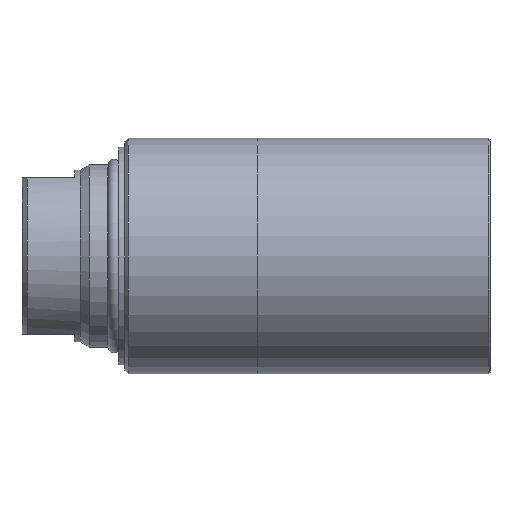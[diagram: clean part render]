
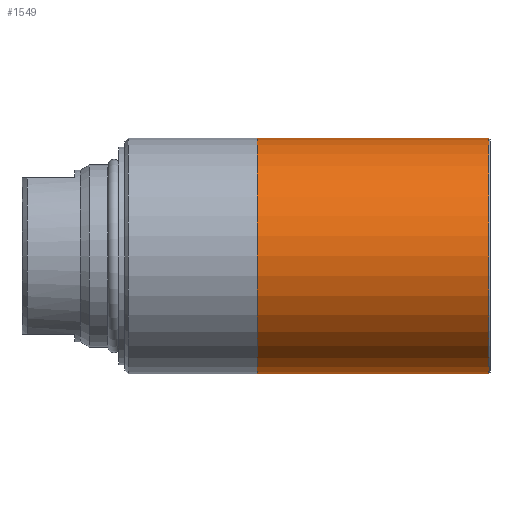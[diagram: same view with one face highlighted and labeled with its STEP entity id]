
A CAD part, front view. The second image highlights one B-rep face of the part: STEP entity #1549.
In plain terms, the highlighted cylindrical face has radius 22.631 mm (diameter 45.263 mm), a full revolution.
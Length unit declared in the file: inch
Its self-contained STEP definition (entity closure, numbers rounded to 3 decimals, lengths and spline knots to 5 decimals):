
#326=FACE_BOUND('',#538,.T.);
#421=FACE_OUTER_BOUND('',#537,.T.);
#537=EDGE_LOOP('',(#1399));
#538=EDGE_LOOP('',(#1400));
#568=CIRCLE('',#1570,0.891);
#646=CIRCLE('',#1728,0.891);
#661=VERTEX_POINT('',#2232);
#799=VERTEX_POINT('',#2704);
#814=EDGE_CURVE('',#661,#661,#568,.T.);
#1012=EDGE_CURVE('',#799,#799,#646,.T.);
#1399=ORIENTED_EDGE('',*,*,#814,.T.);
#1400=ORIENTED_EDGE('',*,*,#1012,.F.);
#1465=CYLINDRICAL_SURFACE('',#1727,0.891);
#1549=ADVANCED_FACE('',(#421,#326),#1465,.T.);
#1570=AXIS2_PLACEMENT_3D('',#2233,#1765,#1766);
#1727=AXIS2_PLACEMENT_3D('',#2703,#2171,#2172);
#1728=AXIS2_PLACEMENT_3D('',#2705,#2173,#2174);
#1765=DIRECTION('center_axis',(1.,0.,0.));
#1766=DIRECTION('ref_axis',(0.,1.,0.));
#2171=DIRECTION('center_axis',(1.,0.,0.));
#2172=DIRECTION('ref_axis',(0.,1.,0.));
#2173=DIRECTION('center_axis',(1.,0.,0.));
#2174=DIRECTION('ref_axis',(0.,1.,0.));
#2232=CARTESIAN_POINT('',(1.778,-0.891,0.));
#2233=CARTESIAN_POINT('Origin',(1.778,0.,0.));
#2703=CARTESIAN_POINT('Origin',(2.1655,0.,0.));
#2704=CARTESIAN_POINT('',(3.528,0.891,0.));
#2705=CARTESIAN_POINT('Origin',(3.528,0.,0.));
